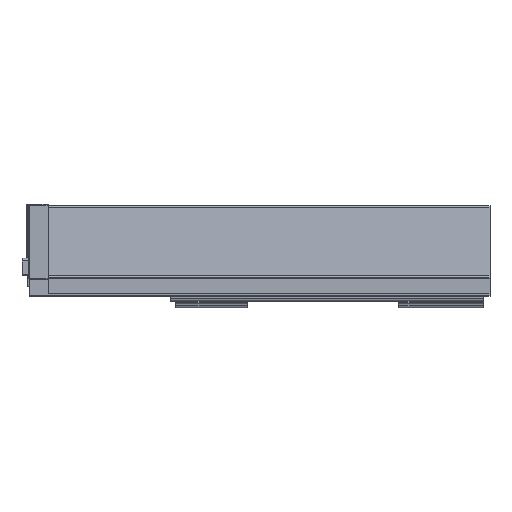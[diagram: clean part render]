
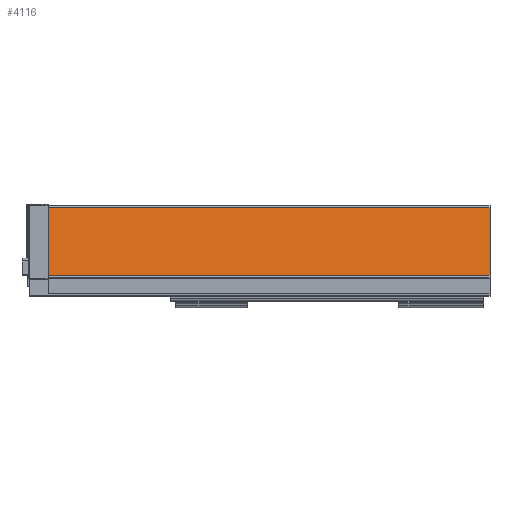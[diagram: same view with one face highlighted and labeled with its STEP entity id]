
A CAD part, top view. The second image highlights one B-rep face of the part: STEP entity #4116.
In plain terms, the highlighted planar face has unit normal (0, 0.139, 0.99).
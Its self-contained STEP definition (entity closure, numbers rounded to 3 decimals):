
#114 = DIRECTION ( 'NONE',  ( 0., 0.139, 0.99 ) ) ;
#433 = CARTESIAN_POINT ( 'NONE',  ( -423.5, 75.024, 25.028 ) ) ;
#886 = CARTESIAN_POINT ( 'NONE',  ( 0., 75.024, 25.028 ) ) ;
#892 = FACE_OUTER_BOUND ( 'NONE', #7443, .T. ) ;
#1271 = VECTOR ( 'NONE', #7397, 1000. ) ;
#1331 = VECTOR ( 'NONE', #9996, 1000. ) ;
#1642 = DIRECTION ( 'NONE',  ( 1., 0., 0. ) ) ;
#2028 = EDGE_CURVE ( 'NONE', #8438, #8098, #8909, .T. ) ;
#3164 = CARTESIAN_POINT ( 'NONE',  ( 0., 75.024, 25.028 ) ) ;
#3290 = PLANE ( 'NONE',  #4144 ) ;
#3334 = EDGE_CURVE ( 'NONE', #5544, #3852, #9764, .T. ) ;
#3764 = VECTOR ( 'NONE', #1642, 1000. ) ;
#3852 = VERTEX_POINT ( 'NONE', #9363 ) ;
#4063 = CARTESIAN_POINT ( 'NONE',  ( -443., 75.024, 25.028 ) ) ;
#4116 = ADVANCED_FACE ( 'NONE', ( #892 ), #3290, .T. ) ;
#4144 = AXIS2_PLACEMENT_3D ( 'NONE', #4063, #114, #9673 ) ;
#4299 = EDGE_CURVE ( 'NONE', #5544, #8438, #8367, .T. ) ;
#5544 = VERTEX_POINT ( 'NONE', #7749 ) ;
#6082 = EDGE_CURVE ( 'NONE', #8098, #3852, #8051, .T. ) ;
#6271 = ORIENTED_EDGE ( 'NONE', *, *, #3334, .T. ) ;
#6355 = VECTOR ( 'NONE', #6580, 1000. ) ;
#6580 = DIRECTION ( 'NONE',  ( 0., -0.99, 0.139 ) ) ;
#7397 = DIRECTION ( 'NONE',  ( 1., 0., 0. ) ) ;
#7443 = EDGE_LOOP ( 'NONE', ( #7585, #6271, #8357, #9220 ) ) ;
#7497 = CARTESIAN_POINT ( 'NONE',  ( 0., 10.222, 34.135 ) ) ;
#7585 = ORIENTED_EDGE ( 'NONE', *, *, #4299, .F. ) ;
#7749 = CARTESIAN_POINT ( 'NONE',  ( -423.5, 10.222, 34.135 ) ) ;
#8051 = LINE ( 'NONE', #886, #6355 ) ;
#8098 = VERTEX_POINT ( 'NONE', #3164 ) ;
#8130 = CARTESIAN_POINT ( 'NONE',  ( -443., 75.024, 25.028 ) ) ;
#8357 = ORIENTED_EDGE ( 'NONE', *, *, #6082, .F. ) ;
#8367 = LINE ( 'NONE', #433, #1331 ) ;
#8438 = VERTEX_POINT ( 'NONE', #9224 ) ;
#8909 = LINE ( 'NONE', #8130, #3764 ) ;
#9220 = ORIENTED_EDGE ( 'NONE', *, *, #2028, .F. ) ;
#9224 = CARTESIAN_POINT ( 'NONE',  ( -423.5, 75.024, 25.028 ) ) ;
#9363 = CARTESIAN_POINT ( 'NONE',  ( 0., 10.222, 34.135 ) ) ;
#9673 = DIRECTION ( 'NONE',  ( 0., -0.99, 0.139 ) ) ;
#9764 = LINE ( 'NONE', #7497, #1271 ) ;
#9996 = DIRECTION ( 'NONE',  ( 0., 0.99, -0.139 ) ) ;
